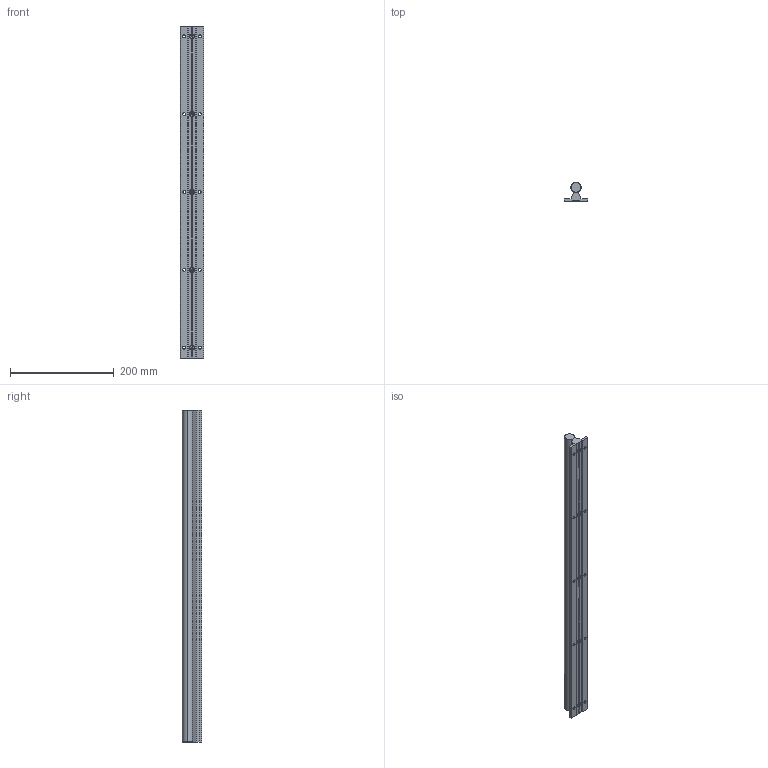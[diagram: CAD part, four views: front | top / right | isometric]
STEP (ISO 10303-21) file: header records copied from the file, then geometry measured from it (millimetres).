
FILE_DESCRIPTION (( 'STEP AP214' ), '1' );
FILE_NAME ('SBR20 640L.STEP', '2018-01-02T13:58:01', ( '砐錪賧瘔蠈錪 Windows' ), ( '' ), 'SwSTEP 2.0', 'SolidWorks 2016', '' );
FILE_SCHEMA (( 'AUTOMOTIVE_DESIGN' ));
Length unit declared in the file: millimetre
Products named in the file (1): SBR20 640L
Bounding box: 45 x 37 x 640 mm (x, y, z)
Volume: 452537.9 mm3; surface area: 124213.6 mm2
Topology: 7 solids, 7 shells, 280 faces, 674 edges, 408 vertices
Faces by surface type: cylinder 132, plane 124, cone 14, torus 10
Entity records: 9707 total; most frequent: CARTESIAN_POINT 2048, ORIENTED_EDGE 1348, DIRECTION 1254, EDGE_CURVE 674, AXIS2_PLACEMENT_3D 439, VERTEX_POINT 408, LINE 376, VECTOR 376
